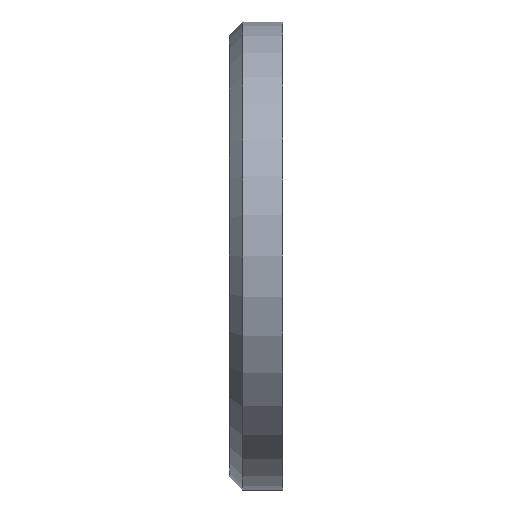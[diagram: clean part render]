
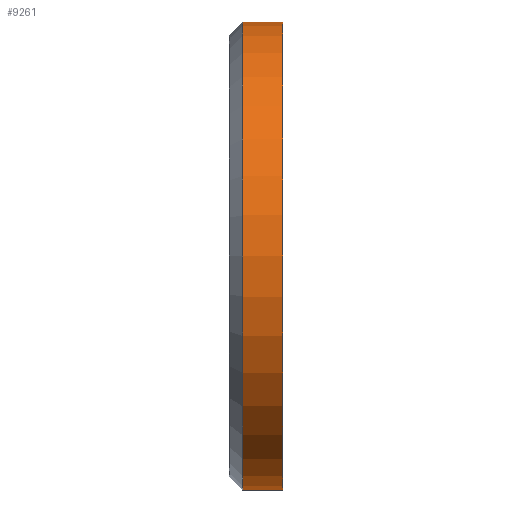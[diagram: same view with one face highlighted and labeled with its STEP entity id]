
A CAD part, left-side view. The second image highlights one B-rep face of the part: STEP entity #9261.
In plain terms, the highlighted cylindrical face has radius 17.5 mm (diameter 35 mm), a partial arc.
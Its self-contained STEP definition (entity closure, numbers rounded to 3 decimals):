
#630 = EDGE_CURVE ( 'NONE', #2962, #12953, #15239, .T. ) ;
#648 = CARTESIAN_POINT ( 'NONE',  ( 0., 2., 0. ) ) ;
#678 = AXIS2_PLACEMENT_3D ( 'NONE', #648, #13805, #6731 ) ;
#1395 = CARTESIAN_POINT ( 'NONE',  ( 0., 1., 0. ) ) ;
#2425 = VERTEX_POINT ( 'NONE', #7342 ) ;
#2858 = VECTOR ( 'NONE', #8539, 1000. ) ;
#2879 = AXIS2_PLACEMENT_3D ( 'NONE', #3625, #4885, #11873 ) ;
#2885 = CYLINDRICAL_SURFACE ( 'NONE', #678, 17.5 ) ;
#2962 = VERTEX_POINT ( 'NONE', #4221 ) ;
#3514 = ORIENTED_EDGE ( 'NONE', *, *, #630, .F. ) ;
#3625 = CARTESIAN_POINT ( 'NONE',  ( 0., -2., 0. ) ) ;
#4107 = CIRCLE ( 'NONE', #2879, 17.5 ) ;
#4148 = ORIENTED_EDGE ( 'NONE', *, *, #10321, .T. ) ;
#4221 = CARTESIAN_POINT ( 'NONE',  ( 0., 1., 17.5 ) ) ;
#4885 = DIRECTION ( 'NONE',  ( 0., 1., 0. ) ) ;
#4947 = CARTESIAN_POINT ( 'NONE',  ( 0., 2., -17.5 ) ) ;
#5014 = DIRECTION ( 'NONE',  ( 0., -1., 0. ) ) ;
#5454 = VERTEX_POINT ( 'NONE', #5928 ) ;
#5928 = CARTESIAN_POINT ( 'NONE',  ( 0., -2., -17.5 ) ) ;
#6731 = DIRECTION ( 'NONE',  ( 0., 0., -1. ) ) ;
#7342 = CARTESIAN_POINT ( 'NONE',  ( 0., 1., -17.5 ) ) ;
#7384 = CIRCLE ( 'NONE', #9734, 17.5 ) ;
#8168 = EDGE_LOOP ( 'NONE', ( #3514, #9655, #4148, #8789 ) ) ;
#8539 = DIRECTION ( 'NONE',  ( 0., -1., 0. ) ) ;
#8570 = EDGE_CURVE ( 'NONE', #2962, #2425, #7384, .T. ) ;
#8766 = DIRECTION ( 'NONE',  ( 0., -1., 0. ) ) ;
#8789 = ORIENTED_EDGE ( 'NONE', *, *, #13018, .T. ) ;
#9188 = LINE ( 'NONE', #4947, #2858 ) ;
#9261 = ADVANCED_FACE ( 'NONE', ( #9766 ), #2885, .T. ) ;
#9363 = CARTESIAN_POINT ( 'NONE',  ( 0., -2., 17.5 ) ) ;
#9655 = ORIENTED_EDGE ( 'NONE', *, *, #8570, .T. ) ;
#9708 = VECTOR ( 'NONE', #8766, 1000. ) ;
#9734 = AXIS2_PLACEMENT_3D ( 'NONE', #1395, #5014, #12012 ) ;
#9766 = FACE_OUTER_BOUND ( 'NONE', #8168, .T. ) ;
#10321 = EDGE_CURVE ( 'NONE', #2425, #5454, #9188, .T. ) ;
#11873 = DIRECTION ( 'NONE',  ( 0., 0., 1. ) ) ;
#12012 = DIRECTION ( 'NONE',  ( 0., 0., 1. ) ) ;
#12378 = CARTESIAN_POINT ( 'NONE',  ( 0., 2., 17.5 ) ) ;
#12953 = VERTEX_POINT ( 'NONE', #9363 ) ;
#13018 = EDGE_CURVE ( 'NONE', #5454, #12953, #4107, .T. ) ;
#13805 = DIRECTION ( 'NONE',  ( 0., -1., 0. ) ) ;
#15239 = LINE ( 'NONE', #12378, #9708 ) ;
